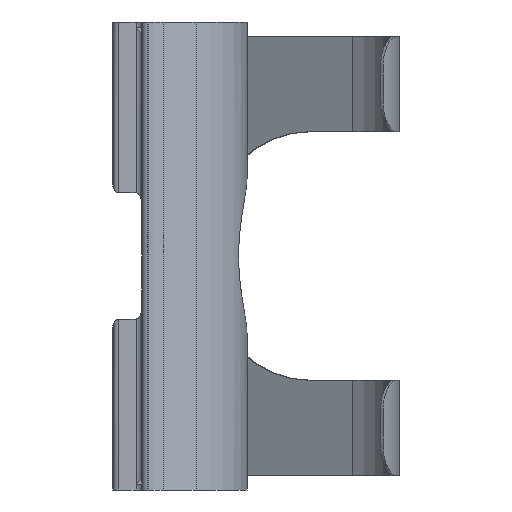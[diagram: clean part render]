
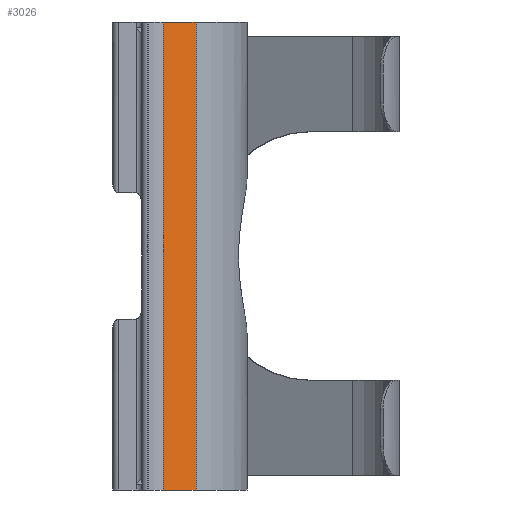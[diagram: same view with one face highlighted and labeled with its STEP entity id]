
A CAD part, left-side view. The second image highlights one B-rep face of the part: STEP entity #3026.
In plain terms, the highlighted planar face has unit normal (-0.866, -0.5, 0).
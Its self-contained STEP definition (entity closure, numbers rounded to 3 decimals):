
#107 = CYLINDRICAL_SURFACE('',#108,3.5);
#108 = AXIS2_PLACEMENT_3D('',#109,#110,#111);
#109 = CARTESIAN_POINT('',(-1.989,-1.1,8.));
#110 = DIRECTION('',(0.,0.,1.));
#111 = DIRECTION('',(-1.,0.,0.));
#522 = PLANE('',#523);
#523 = AXIS2_PLACEMENT_3D('',#524,#525,#526);
#524 = CARTESIAN_POINT('',(-5.8,-1.,-8.));
#525 = DIRECTION('',(0.,0.,1.));
#526 = DIRECTION('',(1.,0.,-0.));
#642 = PLANE('',#643);
#643 = AXIS2_PLACEMENT_3D('',#644,#645,#646);
#644 = CARTESIAN_POINT('',(-5.8,-1.,8.));
#645 = DIRECTION('',(0.,0.,1.));
#646 = DIRECTION('',(1.,0.,-0.));
#2966 = CYLINDRICAL_SURFACE('',#2967,1.);
#2967 = AXIS2_PLACEMENT_3D('',#2968,#2969,#2970);
#2968 = CARTESIAN_POINT('',(-4.8,-1.232,8.));
#2969 = DIRECTION('',(0.,0.,1.));
#2970 = DIRECTION('',(-1.,0.,0.));
#3026 = ADVANCED_FACE('',(#3027),#3041,.F.);
#3027 = FACE_BOUND('',#3028,.T.);
#3028 = EDGE_LOOP('',(#3029,#3059,#3082,#3105));
#3029 = ORIENTED_EDGE('',*,*,#3030,.F.);
#3030 = EDGE_CURVE('',#3031,#3033,#3035,.T.);
#3031 = VERTEX_POINT('',#3032);
#3032 = CARTESIAN_POINT('',(-5.666,-1.732,8.));
#3033 = VERTEX_POINT('',#3034);
#3034 = CARTESIAN_POINT('',(-5.021,-2.85,8.));
#3035 = SURFACE_CURVE('',#3036,(#3040,#3052),.PCURVE_S1.);
#3036 = LINE('',#3037,#3038);
#3037 = CARTESIAN_POINT('',(-5.8,-1.5,8.));
#3038 = VECTOR('',#3039,1.);
#3039 = DIRECTION('',(0.5,-0.866,0.));
#3040 = PCURVE('',#3041,#3046);
#3041 = PLANE('',#3042);
#3042 = AXIS2_PLACEMENT_3D('',#3043,#3044,#3045);
#3043 = CARTESIAN_POINT('',(-5.8,-1.5,8.));
#3044 = DIRECTION('',(0.866,0.5,0.));
#3045 = DIRECTION('',(0.,0.,-1.));
#3046 = DEFINITIONAL_REPRESENTATION('',(#3047),#3051);
#3047 = LINE('',#3048,#3049);
#3048 = CARTESIAN_POINT('',(0.,0.));
#3049 = VECTOR('',#3050,1.);
#3050 = DIRECTION('',(0.,-1.));
#3051 = ( GEOMETRIC_REPRESENTATION_CONTEXT(2) 
PARAMETRIC_REPRESENTATION_CONTEXT() REPRESENTATION_CONTEXT('2D SPACE',''
  ) );
#3052 = PCURVE('',#642,#3053);
#3053 = DEFINITIONAL_REPRESENTATION('',(#3054),#3058);
#3054 = LINE('',#3055,#3056);
#3055 = CARTESIAN_POINT('',(0.,-0.5));
#3056 = VECTOR('',#3057,1.);
#3057 = DIRECTION('',(0.5,-0.866));
#3058 = ( GEOMETRIC_REPRESENTATION_CONTEXT(2) 
PARAMETRIC_REPRESENTATION_CONTEXT() REPRESENTATION_CONTEXT('2D SPACE',''
  ) );
#3059 = ORIENTED_EDGE('',*,*,#3060,.T.);
#3060 = EDGE_CURVE('',#3031,#3061,#3063,.T.);
#3061 = VERTEX_POINT('',#3062);
#3062 = CARTESIAN_POINT('',(-5.666,-1.732,-8.));
#3063 = SURFACE_CURVE('',#3064,(#3068,#3075),.PCURVE_S1.);
#3064 = LINE('',#3065,#3066);
#3065 = CARTESIAN_POINT('',(-5.666,-1.732,8.));
#3066 = VECTOR('',#3067,1.);
#3067 = DIRECTION('',(0.,0.,-1.));
#3068 = PCURVE('',#3041,#3069);
#3069 = DEFINITIONAL_REPRESENTATION('',(#3070),#3074);
#3070 = LINE('',#3071,#3072);
#3071 = CARTESIAN_POINT('',(0.,-0.268));
#3072 = VECTOR('',#3073,1.);
#3073 = DIRECTION('',(1.,0.));
#3074 = ( GEOMETRIC_REPRESENTATION_CONTEXT(2) 
PARAMETRIC_REPRESENTATION_CONTEXT() REPRESENTATION_CONTEXT('2D SPACE',''
  ) );
#3075 = PCURVE('',#2966,#3076);
#3076 = DEFINITIONAL_REPRESENTATION('',(#3077),#3081);
#3077 = LINE('',#3078,#3079);
#3078 = CARTESIAN_POINT('',(0.524,0.));
#3079 = VECTOR('',#3080,1.);
#3080 = DIRECTION('',(0.,-1.));
#3081 = ( GEOMETRIC_REPRESENTATION_CONTEXT(2) 
PARAMETRIC_REPRESENTATION_CONTEXT() REPRESENTATION_CONTEXT('2D SPACE',''
  ) );
#3082 = ORIENTED_EDGE('',*,*,#3083,.T.);
#3083 = EDGE_CURVE('',#3061,#3084,#3086,.T.);
#3084 = VERTEX_POINT('',#3085);
#3085 = CARTESIAN_POINT('',(-5.021,-2.85,-8.));
#3086 = SURFACE_CURVE('',#3087,(#3091,#3098),.PCURVE_S1.);
#3087 = LINE('',#3088,#3089);
#3088 = CARTESIAN_POINT('',(-5.8,-1.5,-8.));
#3089 = VECTOR('',#3090,1.);
#3090 = DIRECTION('',(0.5,-0.866,0.));
#3091 = PCURVE('',#3041,#3092);
#3092 = DEFINITIONAL_REPRESENTATION('',(#3093),#3097);
#3093 = LINE('',#3094,#3095);
#3094 = CARTESIAN_POINT('',(16.,0.));
#3095 = VECTOR('',#3096,1.);
#3096 = DIRECTION('',(0.,-1.));
#3097 = ( GEOMETRIC_REPRESENTATION_CONTEXT(2) 
PARAMETRIC_REPRESENTATION_CONTEXT() REPRESENTATION_CONTEXT('2D SPACE',''
  ) );
#3098 = PCURVE('',#522,#3099);
#3099 = DEFINITIONAL_REPRESENTATION('',(#3100),#3104);
#3100 = LINE('',#3101,#3102);
#3101 = CARTESIAN_POINT('',(0.,-0.5));
#3102 = VECTOR('',#3103,1.);
#3103 = DIRECTION('',(0.5,-0.866));
#3104 = ( GEOMETRIC_REPRESENTATION_CONTEXT(2) 
PARAMETRIC_REPRESENTATION_CONTEXT() REPRESENTATION_CONTEXT('2D SPACE',''
  ) );
#3105 = ORIENTED_EDGE('',*,*,#3106,.T.);
#3106 = EDGE_CURVE('',#3084,#3033,#3107,.T.);
#3107 = SURFACE_CURVE('',#3108,(#3112,#3119),.PCURVE_S1.);
#3108 = LINE('',#3109,#3110);
#3109 = CARTESIAN_POINT('',(-5.021,-2.85,8.));
#3110 = VECTOR('',#3111,1.);
#3111 = DIRECTION('',(0.,-0.,1.));
#3112 = PCURVE('',#3041,#3113);
#3113 = DEFINITIONAL_REPRESENTATION('',(#3114),#3118);
#3114 = LINE('',#3115,#3116);
#3115 = CARTESIAN_POINT('',(0.,-1.559));
#3116 = VECTOR('',#3117,1.);
#3117 = DIRECTION('',(-1.,0.));
#3118 = ( GEOMETRIC_REPRESENTATION_CONTEXT(2) 
PARAMETRIC_REPRESENTATION_CONTEXT() REPRESENTATION_CONTEXT('2D SPACE',''
  ) );
#3119 = PCURVE('',#107,#3120);
#3120 = DEFINITIONAL_REPRESENTATION('',(#3121),#3125);
#3121 = LINE('',#3122,#3123);
#3122 = CARTESIAN_POINT('',(0.524,0.));
#3123 = VECTOR('',#3124,1.);
#3124 = DIRECTION('',(0.,1.));
#3125 = ( GEOMETRIC_REPRESENTATION_CONTEXT(2) 
PARAMETRIC_REPRESENTATION_CONTEXT() REPRESENTATION_CONTEXT('2D SPACE',''
  ) );
